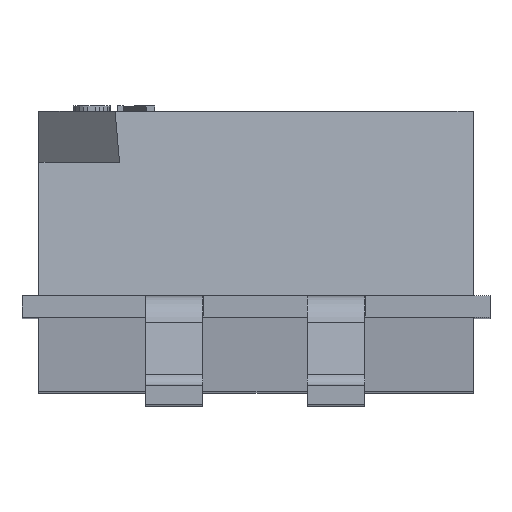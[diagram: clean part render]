
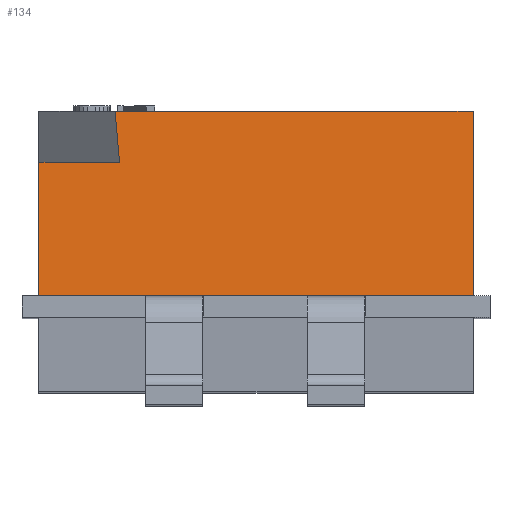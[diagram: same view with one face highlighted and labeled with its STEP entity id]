
A CAD part, top view. The second image highlights one B-rep face of the part: STEP entity #134.
In plain terms, the highlighted planar face has unit normal (0, 0.087, 0.996).
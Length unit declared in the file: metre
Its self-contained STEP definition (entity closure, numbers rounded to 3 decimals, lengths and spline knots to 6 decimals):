
#134 = ADVANCED_FACE( '', ( #544 ), #545, .F. );
#544 = FACE_OUTER_BOUND( '', #1183, .T. );
#545 = PLANE( '', #1184 );
#1183 = EDGE_LOOP( '', ( #2462, #2463, #2464, #2465, #2466, #2467 ) );
#1184 = AXIS2_PLACEMENT_3D( '', #2468, #2469, #2470 );
#2462 = ORIENTED_EDGE( '', *, *, #4698, .F. );
#2463 = ORIENTED_EDGE( '', *, *, #4699, .F. );
#2464 = ORIENTED_EDGE( '', *, *, #4396, .T. );
#2465 = ORIENTED_EDGE( '', *, *, #4250, .F. );
#2466 = ORIENTED_EDGE( '', *, *, #4700, .T. );
#2467 = ORIENTED_EDGE( '', *, *, #4608, .T. );
#2468 = CARTESIAN_POINT( '', ( 0.004627, -0.001448, 0.002972 ) );
#2469 = DIRECTION( '', ( 0., -0.087, -0.996 ) );
#2470 = DIRECTION( '', ( 0., -0.996, 0.087 ) );
#4250 = EDGE_CURVE( '', #5104, #5106, #5107, .T. );
#4396 = EDGE_CURVE( '', #5396, #5106, #5397, .T. );
#4608 = EDGE_CURVE( '', #5772, #5774, #5776, .T. );
#4698 = EDGE_CURVE( '', #5930, #5774, #5931, .T. );
#4699 = EDGE_CURVE( '', #5396, #5930, #5932, .T. );
#4700 = EDGE_CURVE( '', #5104, #5772, #5933, .T. );
#5104 = VERTEX_POINT( '', #6516 );
#5106 = VERTEX_POINT( '', #6519 );
#5107 = LINE( '', #6520, #6521 );
#5396 = VERTEX_POINT( '', #6955 );
#5397 = LINE( '', #6956, #6957 );
#5772 = VERTEX_POINT( '', #7527 );
#5774 = VERTEX_POINT( '', #7530 );
#5776 = LINE( '', #7533, #7534 );
#5930 = VERTEX_POINT( '', #7763 );
#5931 = LINE( '', #7764, #7765 );
#5932 = LINE( '', #7766, #7767 );
#5933 = LINE( '', #7768, #7769 );
#6516 = CARTESIAN_POINT( '', ( 0.00073, 0., 0.002845 ) );
#6519 = CARTESIAN_POINT( '', ( 0.003537, 0., 0.002845 ) );
#6520 = CARTESIAN_POINT( '', ( 0.00073, 0., 0.002845 ) );
#6521 = VECTOR( '', #8674, 1. );
#6955 = CARTESIAN_POINT( '', ( 0.003537, -0.001448, 0.002972 ) );
#6956 = CARTESIAN_POINT( '', ( 0.003537, -0.001448, 0.002972 ) );
#6957 = VECTOR( '', #8820, 1. );
#7527 = CARTESIAN_POINT( '', ( 0.000765, -0.0004, 0.00288 ) );
#7530 = CARTESIAN_POINT( '', ( 0.000133, -0.0004, 0.00288 ) );
#7533 = CARTESIAN_POINT( '', ( 0.000765, -0.0004, 0.00288 ) );
#7534 = VECTOR( '', #9060, 1. );
#7763 = CARTESIAN_POINT( '', ( 0.000133, -0.001448, 0.002972 ) );
#7764 = CARTESIAN_POINT( '', ( 0.000133, -0.001448, 0.002972 ) );
#7765 = VECTOR( '', #9178, 1. );
#7766 = CARTESIAN_POINT( '', ( 0.003537, -0.001448, 0.002972 ) );
#7767 = VECTOR( '', #9179, 1. );
#7768 = CARTESIAN_POINT( '', ( 0.00073, 0., 0.002845 ) );
#7769 = VECTOR( '', #9180, 1. );
#8674 = DIRECTION( '', ( 1., 0., 0. ) );
#8820 = DIRECTION( '', ( 0., 0.996, -0.087 ) );
#9060 = DIRECTION( '', ( -1., 0., 0. ) );
#9178 = DIRECTION( '', ( 0., 0.996, -0.087 ) );
#9179 = DIRECTION( '', ( -1., 0., 0. ) );
#9180 = DIRECTION( '', ( 0.087, -0.992, 0.087 ) );
